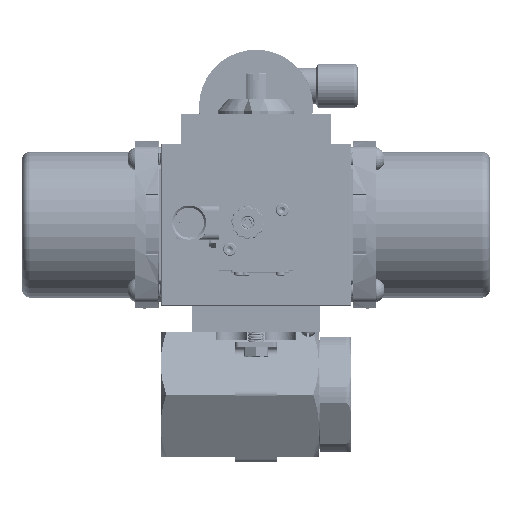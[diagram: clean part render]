
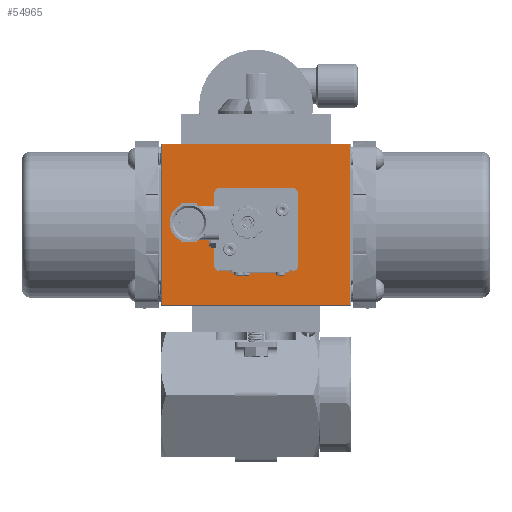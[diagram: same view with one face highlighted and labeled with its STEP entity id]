
A CAD part, top view. The second image highlights one B-rep face of the part: STEP entity #54965.
In plain terms, the highlighted planar face has unit normal (0, 0, 1).
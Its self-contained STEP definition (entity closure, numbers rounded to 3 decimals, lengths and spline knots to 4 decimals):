
#2534 = EDGE_CURVE ( 'NONE', #97606, #99994, #141851, .T. ) ;
#4176 = EDGE_CURVE ( 'NONE', #85432, #54995, #99271, .T. ) ;
#5583 = VECTOR ( 'NONE', #9487, 39.3701 ) ;
#5740 = EDGE_CURVE ( 'NONE', #118098, #94949, #136866, .T. ) ;
#6446 = VERTEX_POINT ( 'NONE', #102644 ) ;
#8600 = DIRECTION ( 'NONE',  ( 0., 0., -1. ) ) ;
#9487 = DIRECTION ( 'NONE',  ( 0., 1., 0. ) ) ;
#9674 = CARTESIAN_POINT ( 'NONE',  ( 1.003, 4.83, 1.55 ) ) ;
#13118 = CIRCLE ( 'NONE', #144525, 0.125 ) ;
#13673 = CARTESIAN_POINT ( 'NONE',  ( -2.253, 6.02, 1.55 ) ) ;
#14358 = AXIS2_PLACEMENT_3D ( 'NONE', #103152, #8600, #119028 ) ;
#14974 = ORIENTED_EDGE ( 'NONE', *, *, #22673, .T. ) ;
#16042 = DIRECTION ( 'NONE',  ( -1., 0., 0. ) ) ;
#19729 = LINE ( 'NONE', #144787, #182577 ) ;
#21206 = VERTEX_POINT ( 'NONE', #113303 ) ;
#22673 = EDGE_CURVE ( 'NONE', #99994, #118098, #69377, .T. ) ;
#24602 = LINE ( 'NONE', #159730, #61542 ) ;
#24720 = CARTESIAN_POINT ( 'NONE',  ( 1.003, 4.955, 1.55 ) ) ;
#25813 = VECTOR ( 'NONE', #16042, 39.3701 ) ;
#31656 = EDGE_CURVE ( 'NONE', #85432, #21206, #19729, .T. ) ;
#35150 = DIRECTION ( 'NONE',  ( 0., 0., -1. ) ) ;
#37862 = LINE ( 'NONE', #45833, #200758 ) ;
#38841 = DIRECTION ( 'NONE',  ( 0., 1., 0. ) ) ;
#43061 = DIRECTION ( 'NONE',  ( 0., 0., -1. ) ) ;
#45040 = CARTESIAN_POINT ( 'NONE',  ( 2.253, 2.14, 1.55 ) ) ;
#45833 = CARTESIAN_POINT ( 'NONE',  ( -0.997, 4.955, 1.55 ) ) ;
#48536 = EDGE_CURVE ( 'NONE', #168032, #21206, #13118, .T. ) ;
#50145 = CARTESIAN_POINT ( 'NONE',  ( -2.253, 6., 1.55 ) ) ;
#51514 = DIRECTION ( 'NONE',  ( 0., 0., -1. ) ) ;
#52930 = VECTOR ( 'NONE', #93995, 39.3701 ) ;
#53549 = ORIENTED_EDGE ( 'NONE', *, *, #104628, .T. ) ;
#54965 = ADVANCED_FACE ( 'NONE', ( #64718, #101811 ), #117492, .F. ) ;
#54995 = VERTEX_POINT ( 'NONE', #149834 ) ;
#55737 = VERTEX_POINT ( 'NONE', #161919 ) ;
#60669 = VERTEX_POINT ( 'NONE', #9674 ) ;
#61542 = VECTOR ( 'NONE', #80371, 39.3701 ) ;
#64718 = FACE_OUTER_BOUND ( 'NONE', #168597, .T. ) ;
#69377 = LINE ( 'NONE', #141475, #148457 ) ;
#73726 = ORIENTED_EDGE ( 'NONE', *, *, #31656, .F. ) ;
#73924 = AXIS2_PLACEMENT_3D ( 'NONE', #85664, #133355, #38841 ) ;
#76361 = VECTOR ( 'NONE', #108216, 39.3701 ) ;
#77060 = CARTESIAN_POINT ( 'NONE',  ( -0.872, 2.955, 1.55 ) ) ;
#80371 = DIRECTION ( 'NONE',  ( -1., 0., 0. ) ) ;
#85432 = VERTEX_POINT ( 'NONE', #77060 ) ;
#85664 = CARTESIAN_POINT ( 'NONE',  ( 2.273, 6.02, 1.55 ) ) ;
#89744 = EDGE_CURVE ( 'NONE', #55737, #54995, #37862, .T. ) ;
#90188 = ORIENTED_EDGE ( 'NONE', *, *, #89744, .F. ) ;
#93995 = DIRECTION ( 'NONE',  ( 1., 0., 0. ) ) ;
#94209 = AXIS2_PLACEMENT_3D ( 'NONE', #146056, #51514, #161869 ) ;
#94949 = VERTEX_POINT ( 'NONE', #50145 ) ;
#97606 = VERTEX_POINT ( 'NONE', #121937 ) ;
#99271 = CIRCLE ( 'NONE', #14358, 0.125 ) ;
#99994 = VERTEX_POINT ( 'NONE', #45040 ) ;
#101811 = FACE_BOUND ( 'NONE', #195621, .T. ) ;
#102644 = CARTESIAN_POINT ( 'NONE',  ( 0.878, 4.955, 1.55 ) ) ;
#103152 = CARTESIAN_POINT ( 'NONE',  ( -0.872, 3.08, 1.55 ) ) ;
#104628 = EDGE_CURVE ( 'NONE', #55737, #162699, #149524, .T. ) ;
#106421 = ORIENTED_EDGE ( 'NONE', *, *, #141932, .F. ) ;
#108216 = DIRECTION ( 'NONE',  ( 0., -1., 0. ) ) ;
#113303 = CARTESIAN_POINT ( 'NONE',  ( 0.878, 2.955, 1.55 ) ) ;
#114175 = CARTESIAN_POINT ( 'NONE',  ( 2.253, 6., 1.55 ) ) ;
#114227 = CIRCLE ( 'NONE', #94209, 0.125 ) ;
#117492 = PLANE ( 'NONE',  #73924 ) ;
#118098 = VERTEX_POINT ( 'NONE', #114175 ) ;
#119028 = DIRECTION ( 'NONE',  ( 0., 1., 0. ) ) ;
#121937 = CARTESIAN_POINT ( 'NONE',  ( -2.253, 2.14, 1.55 ) ) ;
#123135 = ORIENTED_EDGE ( 'NONE', *, *, #48536, .T. ) ;
#124472 = CARTESIAN_POINT ( 'NONE',  ( -0.872, 4.955, 1.55 ) ) ;
#125214 = DIRECTION ( 'NONE',  ( 0., -1., 0. ) ) ;
#126435 = CARTESIAN_POINT ( 'NONE',  ( 2.273, 6., 1.55 ) ) ;
#129679 = CARTESIAN_POINT ( 'NONE',  ( 0.878, 3.08, 1.55 ) ) ;
#133355 = DIRECTION ( 'NONE',  ( 0., 0., -1. ) ) ;
#136866 = LINE ( 'NONE', #126435, #25813 ) ;
#137606 = CARTESIAN_POINT ( 'NONE',  ( -0.872, 4.83, 1.55 ) ) ;
#140790 = DIRECTION ( 'NONE',  ( 0., 1., 0. ) ) ;
#141475 = CARTESIAN_POINT ( 'NONE',  ( 2.253, 6.02, 1.55 ) ) ;
#141851 = LINE ( 'NONE', #188520, #52930 ) ;
#141932 = EDGE_CURVE ( 'NONE', #168032, #60669, #168447, .T. ) ;
#143984 = EDGE_CURVE ( 'NONE', #6446, #162699, #24602, .T. ) ;
#144525 = AXIS2_PLACEMENT_3D ( 'NONE', #129679, #35150, #145543 ) ;
#144787 = CARTESIAN_POINT ( 'NONE',  ( -0.997, 2.955, 1.55 ) ) ;
#145543 = DIRECTION ( 'NONE',  ( 0., 1., 0. ) ) ;
#145750 = AXIS2_PLACEMENT_3D ( 'NONE', #137606, #43061, #153402 ) ;
#146056 = CARTESIAN_POINT ( 'NONE',  ( 0.878, 4.83, 1.55 ) ) ;
#148457 = VECTOR ( 'NONE', #140790, 39.3701 ) ;
#149524 = CIRCLE ( 'NONE', #145750, 0.125 ) ;
#149834 = CARTESIAN_POINT ( 'NONE',  ( -0.997, 3.08, 1.55 ) ) ;
#153402 = DIRECTION ( 'NONE',  ( 0., 1., 0. ) ) ;
#155407 = ORIENTED_EDGE ( 'NONE', *, *, #5740, .T. ) ;
#158295 = ORIENTED_EDGE ( 'NONE', *, *, #193754, .T. ) ;
#158638 = ORIENTED_EDGE ( 'NONE', *, *, #4176, .T. ) ;
#158773 = EDGE_CURVE ( 'NONE', #6446, #60669, #114227, .T. ) ;
#159730 = CARTESIAN_POINT ( 'NONE',  ( -0.997, 4.955, 1.55 ) ) ;
#160609 = DIRECTION ( 'NONE',  ( 1., 0., 0. ) ) ;
#161869 = DIRECTION ( 'NONE',  ( 0., 1., 0. ) ) ;
#161919 = CARTESIAN_POINT ( 'NONE',  ( -0.997, 4.83, 1.55 ) ) ;
#162699 = VERTEX_POINT ( 'NONE', #124472 ) ;
#168032 = VERTEX_POINT ( 'NONE', #197533 ) ;
#168447 = LINE ( 'NONE', #24720, #5583 ) ;
#168597 = EDGE_LOOP ( 'NONE', ( #14974, #155407, #158295, #203999 ) ) ;
#179069 = ORIENTED_EDGE ( 'NONE', *, *, #143984, .F. ) ;
#182577 = VECTOR ( 'NONE', #160609, 39.3701 ) ;
#187262 = ORIENTED_EDGE ( 'NONE', *, *, #158773, .T. ) ;
#188520 = CARTESIAN_POINT ( 'NONE',  ( 2.273, 2.14, 1.55 ) ) ;
#193754 = EDGE_CURVE ( 'NONE', #94949, #97606, #202410, .T. ) ;
#195621 = EDGE_LOOP ( 'NONE', ( #90188, #53549, #179069, #187262, #106421, #123135, #73726, #158638 ) ) ;
#197533 = CARTESIAN_POINT ( 'NONE',  ( 1.003, 3.08, 1.55 ) ) ;
#200758 = VECTOR ( 'NONE', #125214, 39.3701 ) ;
#202410 = LINE ( 'NONE', #13673, #76361 ) ;
#203999 = ORIENTED_EDGE ( 'NONE', *, *, #2534, .T. ) ;
